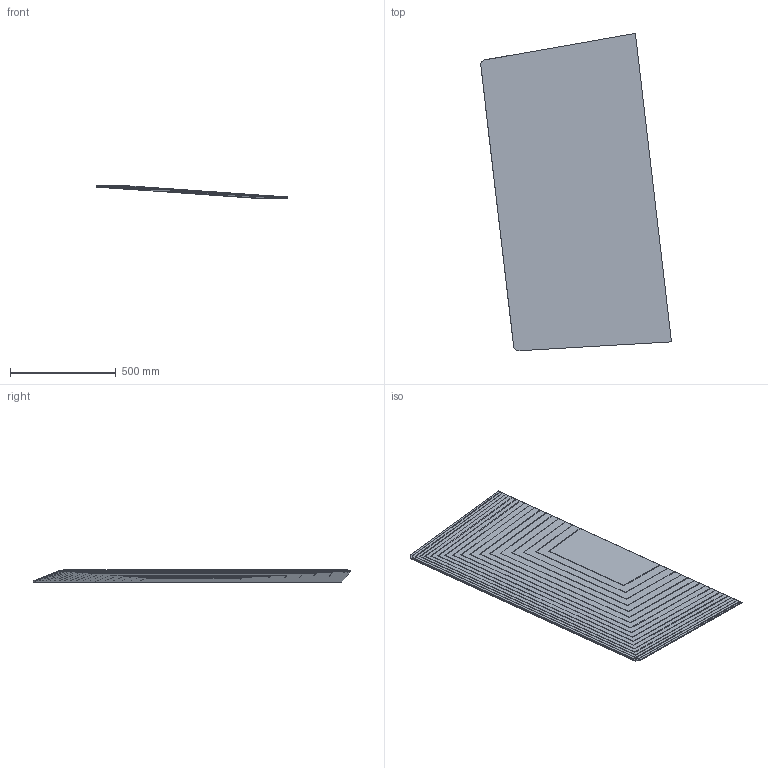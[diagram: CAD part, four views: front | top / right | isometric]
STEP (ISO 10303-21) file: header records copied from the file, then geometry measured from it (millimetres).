
FILE_DESCRIPTION(('STEP AP203'),'1');
FILE_NAME('slice_cooling_plate_material_mod13.step','2018-09-05T09:44:07',(' '),(' '),'Spatial InterOp 3D',' ',' ');
FILE_SCHEMA(('CONFIG_CONTROL_DESIGN'));
Length unit declared in the file: centimetre
Products named in the file (22): Open CASCADE STEP translator 7.3 21.19; Open CASCADE STEP translator 7.3 21.19.1; Open CASCADE STEP translator 7.3 21.19.2; slice_cooling_plate_material_mod13; Open CASCADE STEP translator 7.3 21.1; Open CASCADE STEP translator 7.3 21.2; Open CASCADE STEP translator 7.3 21.3; Open CASCADE STEP translator 7.3 21.4; Open CASCADE STEP translator 7.3 21.5; Open CASCADE STEP translator 7.3 21.6; Open CASCADE STEP translator 7.3 21.7; Open CASCADE STEP translator 7.3 21.8; Open CASCADE STEP translator 7.3 21.9; Open CASCADE STEP translator 7.3 21.10; Open CASCADE STEP translator 7.3 21.11; Open CASCADE STEP translator 7.3 21.12; Open CASCADE STEP translator 7.3 21.13; Open CASCADE STEP translator 7.3 21.14; Open CASCADE STEP translator 7.3 21.15; Open CASCADE STEP translator 7.3 21.16; Open CASCADE STEP translator 7.3 21.17; Open CASCADE STEP translator 7.3 21.18
Assembly tree (21 placements, depth 3):
  slice_cooling_plate_material_mod13
    Open CASCADE STEP translator 7.3 21.19
      Open CASCADE STEP translator 7.3 21.19.1
      Open CASCADE STEP translator 7.3 21.19.2
    Open CASCADE STEP translator 7.3 21.1
    Open CASCADE STEP translator 7.3 21.2
    Open CASCADE STEP translator 7.3 21.3
    Open CASCADE STEP translator 7.3 21.4
    Open CASCADE STEP translator 7.3 21.5
    Open CASCADE STEP translator 7.3 21.6
    Open CASCADE STEP translator 7.3 21.7
    Open CASCADE STEP translator 7.3 21.8
    Open CASCADE STEP translator 7.3 21.9
    Open CASCADE STEP translator 7.3 21.10
    Open CASCADE STEP translator 7.3 21.11
    Open CASCADE STEP translator 7.3 21.12
    Open CASCADE STEP translator 7.3 21.13
    Open CASCADE STEP translator 7.3 21.14
    Open CASCADE STEP translator 7.3 21.15
    Open CASCADE STEP translator 7.3 21.16
    Open CASCADE STEP translator 7.3 21.17
    Open CASCADE STEP translator 7.3 21.18
Bounding box: 901.68 x 1498.86 x 56.84 mm (x, y, z)
Volume: 4984977.8 mm3; surface area: 6381031.6 mm2
Topology: 20 solids, 20 shells, 202 faces, 486 edges, 324 vertices
Faces by surface type: plane 188, cylinder 14
Entity records: 6886 total; most frequent: CARTESIAN_POINT 1035, ORIENTED_EDGE 972, DIRECTION 964, EDGE_CURVE 486, LINE 458, VECTOR 458, VERTEX_POINT 324, AXIS2_PLACEMENT_3D 253
